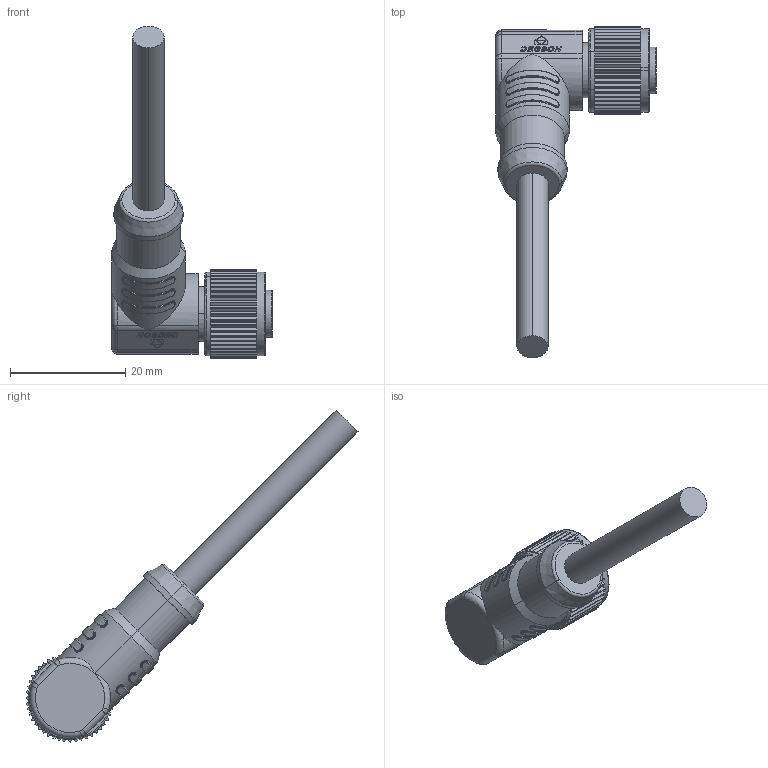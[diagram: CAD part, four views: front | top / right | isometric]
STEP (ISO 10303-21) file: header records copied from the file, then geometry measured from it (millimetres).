
FILE_DESCRIPTION((''),'2;1');
FILE_NAME('PM-M12A-04P-FF-SR8XXX-00A_H_','2020-04-03T',('Administrator'),(''),'CREO PARAMETRIC BY PTC INC, 2014350','CREO PARAMETRIC BY PTC INC, 2014350','');
FILE_SCHEMA(('CONFIG_CONTROL_DESIGN'));
Length unit declared in the file: millimetre
Products named in the file (1): PM-M12A-04P-FF-SR8XXX-00A_H_
Bounding box: 27.9 x 57.64 x 57.64 mm (x, y, z)
Volume: 7242.3 mm3; surface area: 3850.6 mm2
Topology: 1 solids, 5 shells, 1005 faces, 2846 edges, 1926 vertices
Faces by surface type: plane 814, cylinder 102, torus 42, bspline 34, cone 13
Entity records: 45342 total; most frequent: CARTESIAN_POINT 18855, ORIENTED_EDGE 5692, DIRECTION 5258, EDGE_CURVE 2846, VECTOR 2188, LINE 2188, VERTEX_POINT 1926, AXIS2_PLACEMENT_3D 1535
